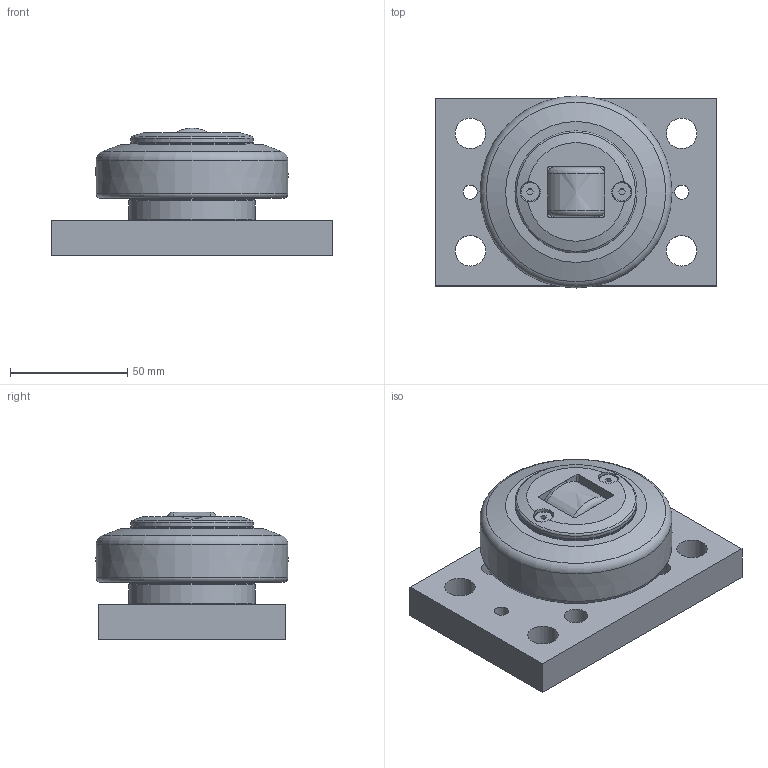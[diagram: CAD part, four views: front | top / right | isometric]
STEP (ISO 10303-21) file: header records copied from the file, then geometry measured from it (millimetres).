
FILE_DESCRIPTION(/* description */ ('-','CAx-IF Rec.Pracs.---Representation and Presentation of Product Manufacturing Information (PMI)---4.0---2014-10-13'),/* implementation_level */ '2;1');
FILE_NAME(/* name */ '0bbcd657-573d-4825-a9f2-18d7dcbc3429.stp',/* time_stamp */ '2020-04-01T16:16:04+02:00',/* author */ ('-'),/* organization */ ('NTI CADcenter A/S'),/* preprocessor_version */ 'ST-DEVELOPER v18',/* originating_system */ 'Autodesk Inventor 2020',/* authorisation */ '-');
FILE_SCHEMA (('AP242_MANAGED_MODEL_BASED_3D_ENGINEERING_MIM_LF { 1 0 10303 442 1 1 4 }'));
Length unit declared in the file: millimetre
Products named in the file (1): PT 080.0320 BR1100_Kontur
Bounding box: 120 x 81.79 x 54.5 mm (x, y, z)
Volume: 272371.9 mm3; surface area: 44502 mm2
Topology: 1 solids, 1 shells, 104 faces, 290 edges, 197 vertices
Faces by surface type: plane 46, cylinder 37, cone 12, torus 7, bspline 2
Full cylindrical faces by diameter (mm): 4 x2, 4.5 x2, 6 x2, 7.8 x2, 8.6 x2, 10.106 x4, 13 x4, 46.2 x1, 52 x3, 54 x1
Entity records: 3614 total; most frequent: CARTESIAN_POINT 704, DIRECTION 627, ORIENTED_EDGE 580, EDGE_CURVE 290, AXIS2_PLACEMENT_3D 242, VERTEX_POINT 197, EDGE_LOOP 145, LINE 143
